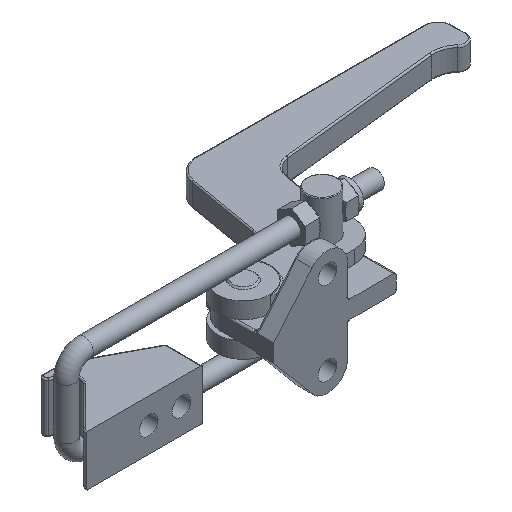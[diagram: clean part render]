
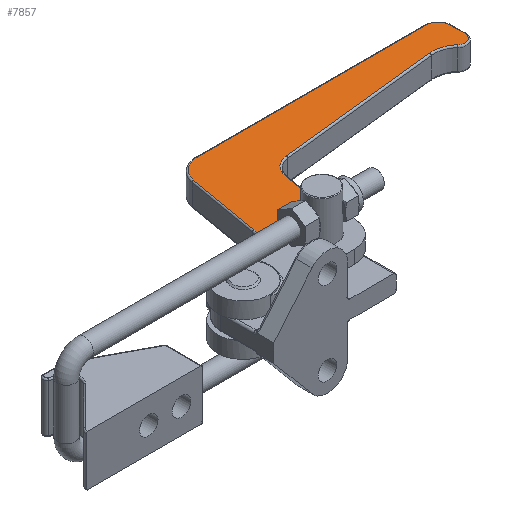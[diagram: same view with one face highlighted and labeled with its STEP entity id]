
A CAD part, isometric view. The second image highlights one B-rep face of the part: STEP entity #7857.
In plain terms, the highlighted planar face has unit normal (0, 0, 1).
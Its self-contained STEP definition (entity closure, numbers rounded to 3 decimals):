
#1090=LINE('',#13228,#9405);
#1093=LINE('',#13326,#9408);
#1095=LINE('',#13338,#9410);
#1097=LINE('',#13356,#9412);
#1099=LINE('',#13368,#9414);
#1102=LINE('',#13513,#9417);
#1984=VERTEX_POINT('',#13227);
#1985=VERTEX_POINT('',#13229);
#1988=VERTEX_POINT('',#13236);
#1989=VERTEX_POINT('',#13241);
#1991=VERTEX_POINT('',#13323);
#1993=VERTEX_POINT('',#13329);
#1995=VERTEX_POINT('',#13335);
#1997=VERTEX_POINT('',#13341);
#1999=VERTEX_POINT('',#13347);
#2001=VERTEX_POINT('',#13353);
#2003=VERTEX_POINT('',#13359);
#2005=VERTEX_POINT('',#13365);
#2561=CIRCLE('',#8757,10.525);
#2565=CIRCLE('',#8762,14.875);
#2569=CIRCLE('',#8768,8.525);
#2573=CIRCLE('',#8774,5.35);
#2576=CIRCLE('',#8778,18.526);
#2580=CIRCLE('',#8784,13.7);
#3413=EDGE_CURVE('',#1984,#1985,#1090,.T.);
#3417=EDGE_CURVE('',#1988,#1984,#2561,.T.);
#3421=EDGE_CURVE('',#1985,#1989,#2565,.T.);
#3426=EDGE_CURVE('',#1989,#1991,#1093,.T.);
#3429=EDGE_CURVE('',#1991,#1993,#2569,.T.);
#3432=EDGE_CURVE('',#1993,#1995,#1095,.T.);
#3435=EDGE_CURVE('',#1995,#1997,#2573,.T.);
#3438=EDGE_CURVE('',#1997,#1999,#2576,.T.);
#3441=EDGE_CURVE('',#1999,#2001,#1097,.T.);
#3444=EDGE_CURVE('',#2001,#2003,#2580,.T.);
#3447=EDGE_CURVE('',#2003,#2005,#1099,.T.);
#3458=EDGE_CURVE('',#2005,#1988,#1102,.T.);
#5256=ORIENTED_EDGE('',*,*,#3447,.F.);
#5257=ORIENTED_EDGE('',*,*,#3444,.F.);
#5258=ORIENTED_EDGE('',*,*,#3441,.F.);
#5259=ORIENTED_EDGE('',*,*,#3438,.F.);
#5260=ORIENTED_EDGE('',*,*,#3435,.F.);
#5261=ORIENTED_EDGE('',*,*,#3432,.F.);
#5262=ORIENTED_EDGE('',*,*,#3429,.F.);
#5263=ORIENTED_EDGE('',*,*,#3426,.F.);
#5264=ORIENTED_EDGE('',*,*,#3421,.F.);
#5265=ORIENTED_EDGE('',*,*,#3413,.F.);
#5266=ORIENTED_EDGE('',*,*,#3417,.F.);
#5267=ORIENTED_EDGE('',*,*,#3458,.F.);
#6564=EDGE_LOOP('',(#5256,#5257,#5258,#5259,#5260,#5261,#5262,#5263,#5264,
#5265,#5266,#5267));
#7254=FACE_BOUND('',#6564,.T.);
#7857=ADVANCED_FACE('',(#7254),#9679,.F.);
#8757=AXIS2_PLACEMENT_3D('',#13237,#16460,#16461);
#8762=AXIS2_PLACEMENT_3D('',#13244,#16469,#16470);
#8768=AXIS2_PLACEMENT_3D('',#13332,#16482,#16483);
#8774=AXIS2_PLACEMENT_3D('',#13344,#16495,#16496);
#8778=AXIS2_PLACEMENT_3D('',#13350,#16502,#16503);
#8784=AXIS2_PLACEMENT_3D('',#13362,#16515,#16516);
#8794=AXIS2_PLACEMENT_3D('',#13512,#16538,$);
#9405=VECTOR('',#16453,1.);
#9408=VECTOR('',#16476,1.);
#9410=VECTOR('',#16489,1.);
#9412=VECTOR('',#16509,1.);
#9414=VECTOR('',#16522,1.);
#9417=VECTOR('',#16539,1.);
#9679=PLANE('',#8794);
#13227=CARTESIAN_POINT('',(18.915,330.037,7.716));
#13228=CARTESIAN_POINT('',(22.732,352.052,7.716));
#13229=CARTESIAN_POINT('',(27.373,378.825,7.716));
#13236=CARTESIAN_POINT('',(15.904,324.31,7.716));
#13237=CARTESIAN_POINT('',(8.545,331.835,7.716));
#13241=CARTESIAN_POINT('',(42.03,391.16,7.716));
#13244=CARTESIAN_POINT('',(42.03,376.285,7.716));
#13323=CARTESIAN_POINT('',(195.281,391.16,7.716));
#13326=CARTESIAN_POINT('',(64.636,391.16,7.716));
#13329=CARTESIAN_POINT('',(203.806,382.635,7.716));
#13332=CARTESIAN_POINT('',(195.281,382.635,7.716));
#13335=CARTESIAN_POINT('',(203.806,373.11,7.716));
#13338=CARTESIAN_POINT('',(203.806,376.,7.716));
#13341=CARTESIAN_POINT('',(194.899,369.113,7.716));
#13344=CARTESIAN_POINT('',(198.456,373.11,7.716));
#13347=CARTESIAN_POINT('',(180.591,373.695,7.716));
#13350=CARTESIAN_POINT('',(182.581,355.276,7.716));
#13353=CARTESIAN_POINT('',(72.721,362.043,7.716));
#13356=CARTESIAN_POINT('',(140.827,369.399,7.716));
#13359=CARTESIAN_POINT('',(60.693,350.762,7.716));
#13362=CARTESIAN_POINT('',(74.192,348.422,7.716));
#13365=CARTESIAN_POINT('',(56.108,324.31,7.716));
#13368=CARTESIAN_POINT('',(63.658,367.865,7.716));
#13512=CARTESIAN_POINT('',(100.602,369.366,7.716));
#13513=CARTESIAN_POINT('',(78.689,324.31,7.716));
#16453=DIRECTION('',(0.171,0.985,0.));
#16460=DIRECTION('',(0.,0.,1.));
#16461=DIRECTION('',(9.021,-5.423,0.));
#16469=DIRECTION('',(0.,0.,-1.));
#16470=DIRECTION('',(-9.578,11.381,0.));
#16476=DIRECTION('',(1.,0.,0.));
#16482=DIRECTION('',(0.,0.,-1.));
#16483=DIRECTION('',(6.028,6.028,0.));
#16489=DIRECTION('',(0.,-1.,0.));
#16495=DIRECTION('',(0.,0.,-1.));
#16496=DIRECTION('',(2.19,-4.881,0.));
#16502=DIRECTION('',(0.,0.,1.));
#16503=DIRECTION('',(5.649,17.644,0.));
#16509=DIRECTION('',(-0.994,-0.107,0.));
#16515=DIRECTION('',(0.,0.,1.));
#16516=DIRECTION('',(-9.372,9.993,0.));
#16522=DIRECTION('',(-0.171,-0.985,0.));
#16538=DIRECTION('',(0.,0.,-1.));
#16539=DIRECTION('',(-1.,0.,0.));
